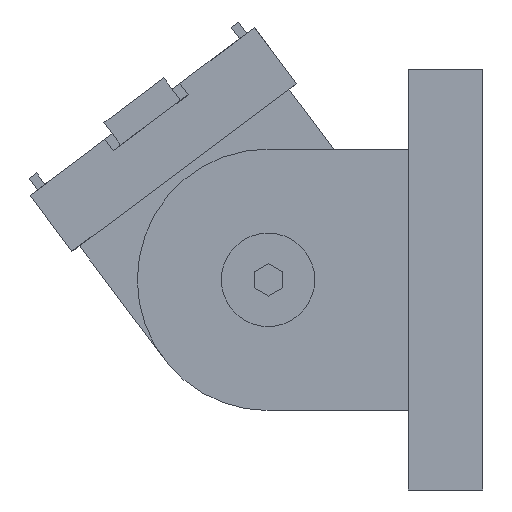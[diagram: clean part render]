
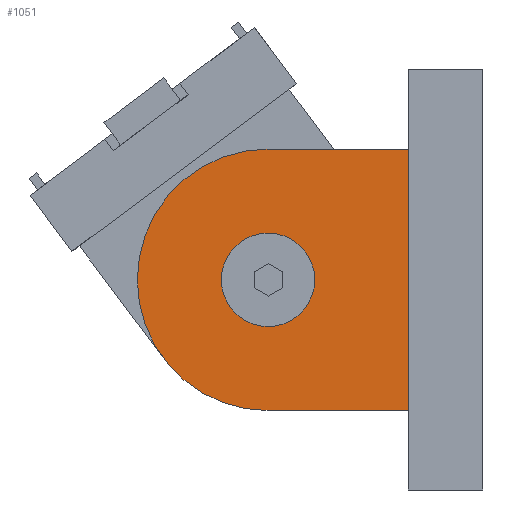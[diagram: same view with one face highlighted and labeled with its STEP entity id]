
A CAD part, left-side view. The second image highlights one B-rep face of the part: STEP entity #1051.
In plain terms, the highlighted planar face has unit normal (-1, 0, 0).
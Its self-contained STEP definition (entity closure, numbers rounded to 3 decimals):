
#9 = EDGE_CURVE ( 'NONE', #3876, #2140, #2495, .T. ) ;
#46 = DIRECTION ( 'NONE',  ( 0., 0., 1. ) ) ;
#79 = EDGE_CURVE ( 'NONE', #424, #2140, #3591, .T. ) ;
#380 = VERTEX_POINT ( 'NONE', #1013 ) ;
#390 = DIRECTION ( 'NONE',  ( 0., 1., 0. ) ) ;
#424 = VERTEX_POINT ( 'NONE', #1331 ) ;
#478 = VECTOR ( 'NONE', #46, 1000. ) ;
#520 = FACE_BOUND ( 'NONE', #1768, .T. ) ;
#585 = EDGE_CURVE ( 'NONE', #1502, #380, #1715, .T. ) ;
#777 = AXIS2_PLACEMENT_3D ( 'NONE', #3553, #1948, #1926 ) ;
#821 = AXIS2_PLACEMENT_3D ( 'NONE', #2379, #1158, #1786 ) ;
#829 = EDGE_LOOP ( 'NONE', ( #2411, #3146, #1732, #2401 ) ) ;
#838 = EDGE_CURVE ( 'NONE', #424, #2651, #3187, .T. ) ;
#865 = AXIS2_PLACEMENT_3D ( 'NONE', #2693, #2420, #2376 ) ;
#956 = ORIENTED_EDGE ( 'NONE', *, *, #585, .F. ) ;
#969 = CARTESIAN_POINT ( 'NONE',  ( -12., 4., 14. ) ) ;
#1013 = CARTESIAN_POINT ( 'NONE',  ( -12., 19., 1.5 ) ) ;
#1017 = DIRECTION ( 'NONE',  ( 0., 0., 1. ) ) ;
#1051 = ADVANCED_FACE ( 'NONE', ( #520, #1476 ), #1435, .T. ) ;
#1158 = DIRECTION ( 'NONE',  ( -1., 0., 0. ) ) ;
#1180 = ORIENTED_EDGE ( 'NONE', *, *, #3028, .F. ) ;
#1246 = CARTESIAN_POINT ( 'NONE',  ( -12., 0., 14. ) ) ;
#1331 = CARTESIAN_POINT ( 'NONE',  ( -12., 4., -14. ) ) ;
#1435 = PLANE ( 'NONE',  #865 ) ;
#1476 = FACE_OUTER_BOUND ( 'NONE', #829, .T. ) ;
#1502 = VERTEX_POINT ( 'NONE', #2864 ) ;
#1571 = VECTOR ( 'NONE', #390, 1000. ) ;
#1715 = CIRCLE ( 'NONE', #821, 1.5 ) ;
#1723 = EDGE_CURVE ( 'NONE', #3876, #2651, #3748, .T. ) ;
#1732 = ORIENTED_EDGE ( 'NONE', *, *, #79, .F. ) ;
#1768 = EDGE_LOOP ( 'NONE', ( #1180, #956 ) ) ;
#1786 = DIRECTION ( 'NONE',  ( 0., 0., 1. ) ) ;
#1926 = DIRECTION ( 'NONE',  ( 0., 0., 1. ) ) ;
#1948 = DIRECTION ( 'NONE',  ( -1., 0., 0. ) ) ;
#2140 = VERTEX_POINT ( 'NONE', #2780 ) ;
#2214 = VECTOR ( 'NONE', #2517, 1000. ) ;
#2376 = DIRECTION ( 'NONE',  ( 0., 0., 1. ) ) ;
#2379 = CARTESIAN_POINT ( 'NONE',  ( -12., 19., 0. ) ) ;
#2401 = ORIENTED_EDGE ( 'NONE', *, *, #838, .T. ) ;
#2411 = ORIENTED_EDGE ( 'NONE', *, *, #1723, .F. ) ;
#2420 = DIRECTION ( 'NONE',  ( -1., 0., 0. ) ) ;
#2495 = CIRCLE ( 'NONE', #3722, 14. ) ;
#2517 = DIRECTION ( 'NONE',  ( 0., -1., 0. ) ) ;
#2651 = VERTEX_POINT ( 'NONE', #969 ) ;
#2693 = CARTESIAN_POINT ( 'NONE',  ( -12., 0., 0. ) ) ;
#2780 = CARTESIAN_POINT ( 'NONE',  ( -12., 19., -14. ) ) ;
#2864 = CARTESIAN_POINT ( 'NONE',  ( -12., 19., -1.5 ) ) ;
#2881 = CARTESIAN_POINT ( 'NONE',  ( -12., 4., 0. ) ) ;
#3028 = EDGE_CURVE ( 'NONE', #380, #1502, #3806, .T. ) ;
#3146 = ORIENTED_EDGE ( 'NONE', *, *, #9, .T. ) ;
#3187 = LINE ( 'NONE', #2881, #478 ) ;
#3197 = CARTESIAN_POINT ( 'NONE',  ( -12., 0., -14. ) ) ;
#3299 = CARTESIAN_POINT ( 'NONE',  ( -12., 19., 14. ) ) ;
#3553 = CARTESIAN_POINT ( 'NONE',  ( -12., 19., 0. ) ) ;
#3565 = CARTESIAN_POINT ( 'NONE',  ( -12., 19., 0. ) ) ;
#3591 = LINE ( 'NONE', #3197, #1571 ) ;
#3611 = DIRECTION ( 'NONE',  ( -1., 0., 0. ) ) ;
#3722 = AXIS2_PLACEMENT_3D ( 'NONE', #3565, #3611, #1017 ) ;
#3748 = LINE ( 'NONE', #1246, #2214 ) ;
#3806 = CIRCLE ( 'NONE', #777, 1.5 ) ;
#3876 = VERTEX_POINT ( 'NONE', #3299 ) ;
